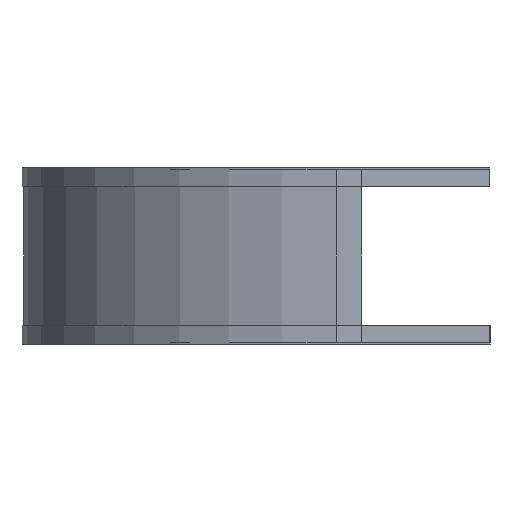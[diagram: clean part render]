
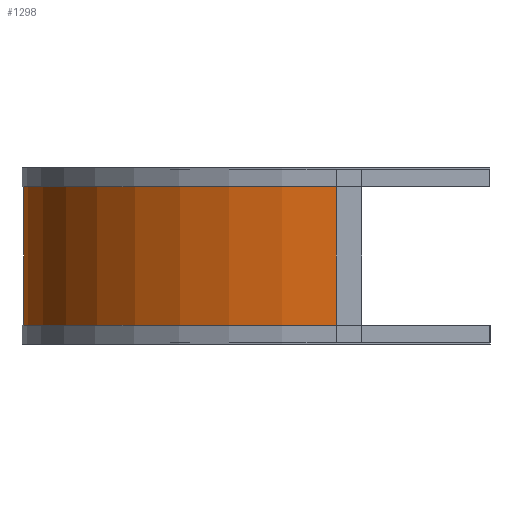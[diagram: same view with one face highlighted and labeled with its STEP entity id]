
A CAD part, front view. The second image highlights one B-rep face of the part: STEP entity #1298.
In plain terms, the highlighted cylindrical face has radius 182.75 mm (diameter 365.5 mm), a partial arc.
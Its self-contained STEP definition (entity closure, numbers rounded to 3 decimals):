
#21 = VERTEX_POINT ( 'NONE', #533 ) ;
#75 = LINE ( 'NONE', #3720, #2039 ) ;
#158 = DIRECTION ( 'NONE',  ( 0., 0., -1. ) ) ;
#222 = CIRCLE ( 'NONE', #1224, 182.75 ) ;
#337 = FACE_OUTER_BOUND ( 'NONE', #2598, .T. ) ;
#416 = CIRCLE ( 'NONE', #2620, 182.75 ) ;
#441 = CARTESIAN_POINT ( 'NONE',  ( -15., 0., 101. ) ) ;
#521 = CARTESIAN_POINT ( 'NONE',  ( -197.75, 182.75, 0. ) ) ;
#533 = CARTESIAN_POINT ( 'NONE',  ( -15., 0., 0. ) ) ;
#712 = DIRECTION ( 'NONE',  ( -1., 0., 0. ) ) ;
#766 = ORIENTED_EDGE ( 'NONE', *, *, #956, .T. ) ;
#929 = VECTOR ( 'NONE', #1764, 1000. ) ;
#956 = EDGE_CURVE ( 'NONE', #961, #1578, #75, .T. ) ;
#961 = VERTEX_POINT ( 'NONE', #2768 ) ;
#1024 = ORIENTED_EDGE ( 'NONE', *, *, #3358, .F. ) ;
#1224 = AXIS2_PLACEMENT_3D ( 'NONE', #2994, #2414, #3316 ) ;
#1236 = DIRECTION ( 'NONE',  ( 0., 0., -1. ) ) ;
#1245 = DIRECTION ( 'NONE',  ( 0., 0., -1. ) ) ;
#1298 = ADVANCED_FACE ( 'NONE', ( #337 ), #3690, .T. ) ;
#1531 = CARTESIAN_POINT ( 'NONE',  ( -15., 182.75, 101. ) ) ;
#1574 = DIRECTION ( 'NONE',  ( -1., 0., 0. ) ) ;
#1578 = VERTEX_POINT ( 'NONE', #521 ) ;
#1700 = EDGE_CURVE ( 'NONE', #3747, #961, #416, .T. ) ;
#1721 = ORIENTED_EDGE ( 'NONE', *, *, #1700, .T. ) ;
#1764 = DIRECTION ( 'NONE',  ( 0., 0., -1. ) ) ;
#1828 = EDGE_CURVE ( 'NONE', #3747, #21, #3162, .T. ) ;
#1951 = CARTESIAN_POINT ( 'NONE',  ( -15., 0., 101. ) ) ;
#2034 = AXIS2_PLACEMENT_3D ( 'NONE', #1531, #1236, #1574 ) ;
#2039 = VECTOR ( 'NONE', #1245, 1000. ) ;
#2166 = CARTESIAN_POINT ( 'NONE',  ( -15., 182.75, 101. ) ) ;
#2414 = DIRECTION ( 'NONE',  ( 0., 0., -1. ) ) ;
#2598 = EDGE_LOOP ( 'NONE', ( #1024, #3430, #1721, #766 ) ) ;
#2620 = AXIS2_PLACEMENT_3D ( 'NONE', #2166, #158, #712 ) ;
#2768 = CARTESIAN_POINT ( 'NONE',  ( -197.75, 182.75, 101. ) ) ;
#2994 = CARTESIAN_POINT ( 'NONE',  ( -15., 182.75, 0. ) ) ;
#3162 = LINE ( 'NONE', #1951, #929 ) ;
#3316 = DIRECTION ( 'NONE',  ( -1., 0., 0. ) ) ;
#3358 = EDGE_CURVE ( 'NONE', #21, #1578, #222, .T. ) ;
#3430 = ORIENTED_EDGE ( 'NONE', *, *, #1828, .F. ) ;
#3690 = CYLINDRICAL_SURFACE ( 'NONE', #2034, 182.75 ) ;
#3720 = CARTESIAN_POINT ( 'NONE',  ( -197.75, 182.75, 101. ) ) ;
#3747 = VERTEX_POINT ( 'NONE', #441 ) ;
